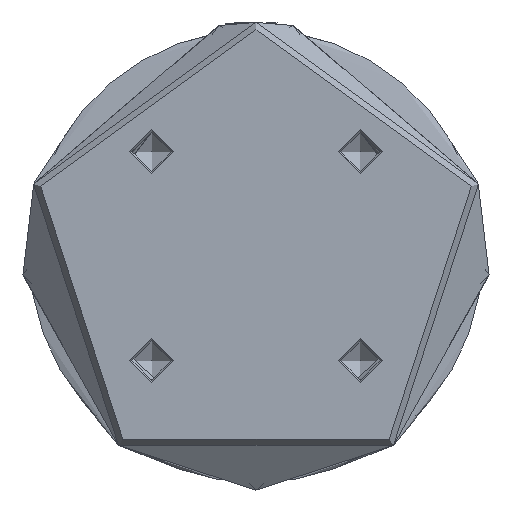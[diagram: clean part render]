
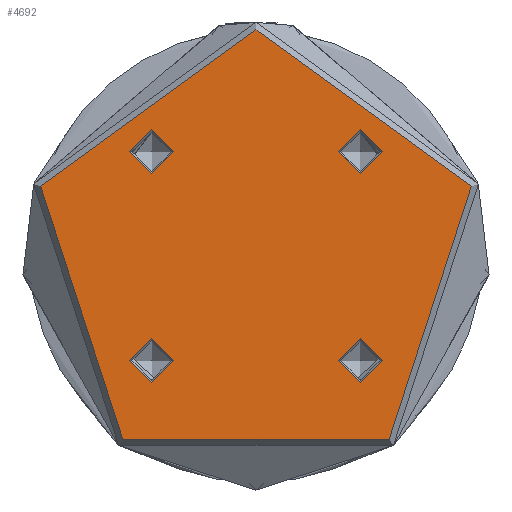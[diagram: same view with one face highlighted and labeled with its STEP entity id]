
A CAD part, front view. The second image highlights one B-rep face of the part: STEP entity #4692.
In plain terms, the highlighted face is planar.
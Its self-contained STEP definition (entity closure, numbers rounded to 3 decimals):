
#42 = FACE_BOUND ( 'NONE', #2842, .T. ) ;
#68 = FACE_OUTER_BOUND ( 'NONE', #5497, .T. ) ;
#133 = CIRCLE ( 'NONE', #932, 4.5 ) ;
#150 = CARTESIAN_POINT ( 'NONE',  ( -21.213, 21.213, 0. ) ) ;
#252 = VERTEX_POINT ( 'NONE', #1095 ) ;
#296 = DIRECTION ( 'NONE',  ( 0., 0., 1. ) ) ;
#327 = DIRECTION ( 'NONE',  ( 1., 0., 0. ) ) ;
#562 = DIRECTION ( 'NONE',  ( 1., 0., 0. ) ) ;
#619 = FACE_BOUND ( 'NONE', #3683, .T. ) ;
#674 = AXIS2_PLACEMENT_3D ( 'NONE', #1454, #4450, #1884 ) ;
#746 = AXIS2_PLACEMENT_3D ( 'NONE', #5152, #4305, #1738 ) ;
#932 = AXIS2_PLACEMENT_3D ( 'NONE', #2220, #5219, #2651 ) ;
#1051 = ORIENTED_EDGE ( 'NONE', *, *, #1298, .T. ) ;
#1095 = CARTESIAN_POINT ( 'NONE',  ( -16.713, 21.213, 0. ) ) ;
#1222 = EDGE_CURVE ( 'NONE', #2783, #2783, #5022, .T. ) ;
#1225 = ORIENTED_EDGE ( 'NONE', *, *, #4939, .T. ) ;
#1298 = EDGE_CURVE ( 'NONE', #1643, #1643, #3362, .T. ) ;
#1454 = CARTESIAN_POINT ( 'NONE',  ( -21.213, -21.213, 0. ) ) ;
#1521 = CARTESIAN_POINT ( 'NONE',  ( 46., 0., 0. ) ) ;
#1643 = VERTEX_POINT ( 'NONE', #1521 ) ;
#1738 = DIRECTION ( 'NONE',  ( -1., 0., 0. ) ) ;
#1884 = DIRECTION ( 'NONE',  ( 1., 0., 0. ) ) ;
#2026 = FACE_BOUND ( 'NONE', #3216, .T. ) ;
#2154 = EDGE_LOOP ( 'NONE', ( #5426 ) ) ;
#2220 = CARTESIAN_POINT ( 'NONE',  ( 21.213, -21.213, 0. ) ) ;
#2476 = ORIENTED_EDGE ( 'NONE', *, *, #2840, .F. ) ;
#2651 = DIRECTION ( 'NONE',  ( -1., 0., 0. ) ) ;
#2783 = VERTEX_POINT ( 'NONE', #4087 ) ;
#2795 = EDGE_CURVE ( 'NONE', #252, #252, #4977, .T. ) ;
#2840 = EDGE_CURVE ( 'NONE', #4649, #4649, #5454, .T. ) ;
#2842 = EDGE_LOOP ( 'NONE', ( #2476 ) ) ;
#2861 = CARTESIAN_POINT ( 'NONE',  ( 21.213, 21.213, 0. ) ) ;
#2898 = DIRECTION ( 'NONE',  ( 0., 0., 1. ) ) ;
#3143 = DIRECTION ( 'NONE',  ( 0., 0., -1. ) ) ;
#3182 = FACE_BOUND ( 'NONE', #2154, .T. ) ;
#3216 = EDGE_LOOP ( 'NONE', ( #1225 ) ) ;
#3261 = AXIS2_PLACEMENT_3D ( 'NONE', #2861, #296, #3286 ) ;
#3286 = DIRECTION ( 'NONE',  ( -1., 0., 0. ) ) ;
#3362 = CIRCLE ( 'NONE', #3443, 46. ) ;
#3443 = AXIS2_PLACEMENT_3D ( 'NONE', #5453, #2898, #327 ) ;
#3683 = EDGE_LOOP ( 'NONE', ( #4662 ) ) ;
#3878 = PLANE ( 'NONE',  #746 ) ;
#4087 = CARTESIAN_POINT ( 'NONE',  ( 16.713, 21.213, 0. ) ) ;
#4104 = CARTESIAN_POINT ( 'NONE',  ( -16.713, -21.213, 0. ) ) ;
#4305 = DIRECTION ( 'NONE',  ( 0., 0., -1. ) ) ;
#4450 = DIRECTION ( 'NONE',  ( 0., 0., 1. ) ) ;
#4649 = VERTEX_POINT ( 'NONE', #4104 ) ;
#4662 = ORIENTED_EDGE ( 'NONE', *, *, #1222, .F. ) ;
#4692 = ADVANCED_FACE ( 'NONE', ( #619, #3182, #2026, #42, #68 ), #3878, .F. ) ;
#4804 = AXIS2_PLACEMENT_3D ( 'NONE', #150, #3143, #562 ) ;
#4939 = EDGE_CURVE ( 'NONE', #5263, #5263, #133, .T. ) ;
#4977 = CIRCLE ( 'NONE', #4804, 4.5 ) ;
#5022 = CIRCLE ( 'NONE', #3261, 4.5 ) ;
#5152 = CARTESIAN_POINT ( 'NONE',  ( 0., 0., 0. ) ) ;
#5219 = DIRECTION ( 'NONE',  ( 0., 0., -1. ) ) ;
#5263 = VERTEX_POINT ( 'NONE', #5415 ) ;
#5415 = CARTESIAN_POINT ( 'NONE',  ( 16.713, -21.213, 0. ) ) ;
#5426 = ORIENTED_EDGE ( 'NONE', *, *, #2795, .T. ) ;
#5453 = CARTESIAN_POINT ( 'NONE',  ( 0., 0., 0. ) ) ;
#5454 = CIRCLE ( 'NONE', #674, 4.5 ) ;
#5497 = EDGE_LOOP ( 'NONE', ( #1051 ) ) ;
